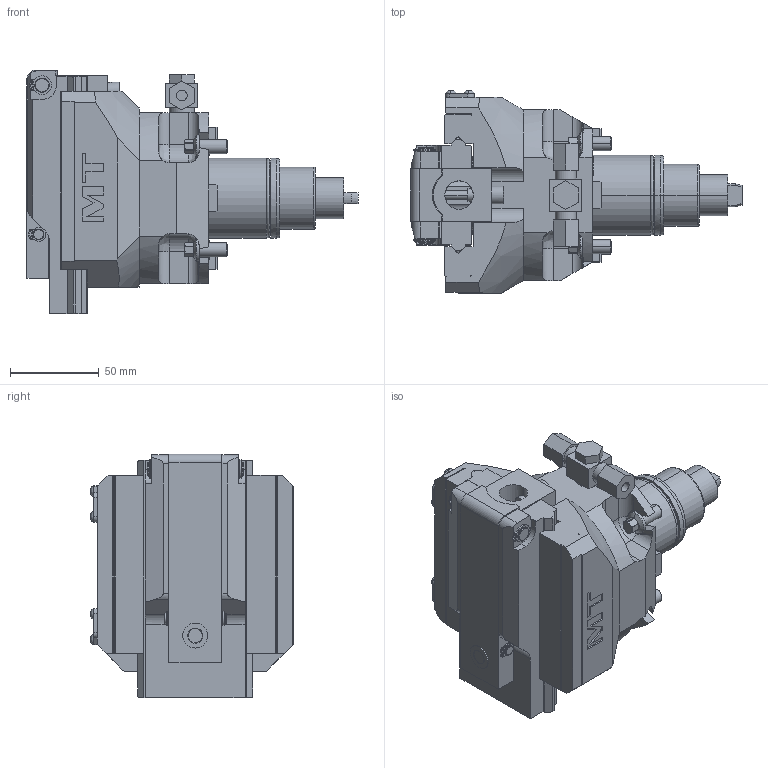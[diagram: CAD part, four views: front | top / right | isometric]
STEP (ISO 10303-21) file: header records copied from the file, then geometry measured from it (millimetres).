
FILE_DESCRIPTION((''),'2;1');
FILE_NAME('DWO1870200_CONF','2023-04-28T09:01:46',('gvalli'),('M.T. srl'),'CREO PARAMETRIC BY PTC INC, 2021072','CREO PARAMETRIC BY PTC INC, 2021072','');
FILE_SCHEMA(('CONFIG_CONTROL_DESIGN'));
Length unit declared in the file: millimetre
Products named in the file (1): DWO1870200_CONF
Bounding box: 186.55 x 113.65 x 137 mm (x, y, z)
Volume: 981026 mm3; surface area: 113345.2 mm2
Topology: 1 solids, 1 shells, 716 faces, 1884 edges, 1206 vertices
Faces by surface type: plane 379, cylinder 239, cone 67, bspline 16, torus 11, extrusion 4
Entity records: 24385 total; most frequent: CARTESIAN_POINT 6450, ORIENTED_EDGE 3768, DIRECTION 3711, EDGE_CURVE 1884, AXIS2_PLACEMENT_3D 1287, VERTEX_POINT 1206, VECTOR 1137, LINE 1133
